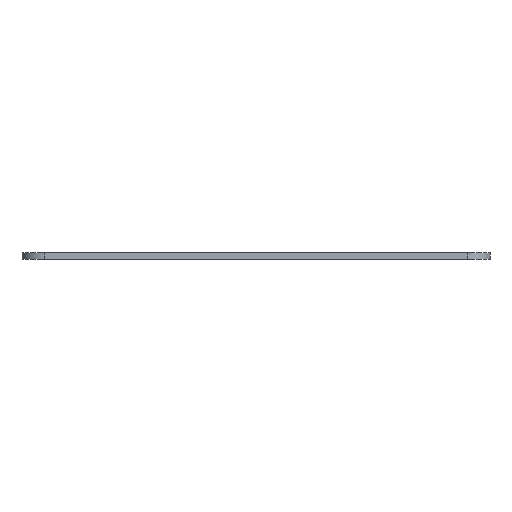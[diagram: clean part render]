
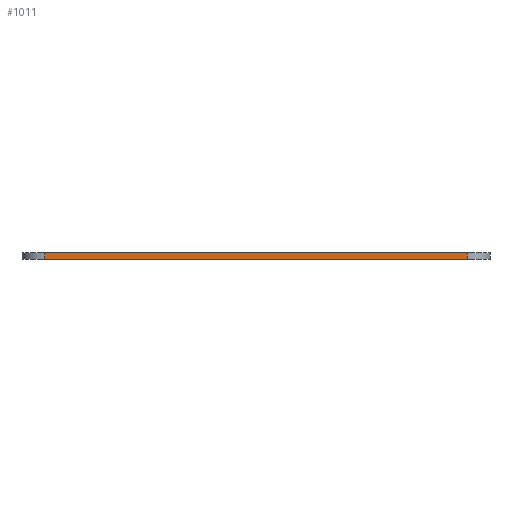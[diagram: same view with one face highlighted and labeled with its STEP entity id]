
A CAD part, front view. The second image highlights one B-rep face of the part: STEP entity #1011.
In plain terms, the highlighted planar face has unit normal (0, -1, 0).
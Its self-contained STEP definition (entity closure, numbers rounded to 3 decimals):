
#53=PLANE('',#1123);
#103=FACE_OUTER_BOUND('',#161,.T.);
#161=EDGE_LOOP('',(#881,#882,#883,#884));
#173=LINE('',#1427,#269);
#178=LINE('',#1439,#274);
#208=LINE('',#1550,#304);
#265=LINE('',#1704,#361);
#269=VECTOR('',#1133,10.);
#274=VECTOR('',#1144,10.);
#304=VECTOR('',#1236,10.);
#361=VECTOR('',#1411,10.);
#414=VERTEX_POINT('',#1424);
#415=VERTEX_POINT('',#1426);
#419=VERTEX_POINT('',#1438);
#469=VERTEX_POINT('',#1548);
#510=EDGE_CURVE('',#414,#415,#173,.T.);
#516=EDGE_CURVE('',#419,#415,#178,.T.);
#572=EDGE_CURVE('',#419,#469,#208,.T.);
#649=EDGE_CURVE('',#469,#414,#265,.T.);
#881=ORIENTED_EDGE('',*,*,#510,.F.);
#882=ORIENTED_EDGE('',*,*,#649,.F.);
#883=ORIENTED_EDGE('',*,*,#572,.F.);
#884=ORIENTED_EDGE('',*,*,#516,.T.);
#1011=ADVANCED_FACE('',(#103),#53,.T.);
#1123=AXIS2_PLACEMENT_3D('',#1703,#1409,#1410);
#1133=DIRECTION('',(0.,0.,-1.));
#1144=DIRECTION('',(1.,0.,0.));
#1236=DIRECTION('',(0.,0.,1.));
#1409=DIRECTION('center_axis',(0.,-1.,0.));
#1410=DIRECTION('ref_axis',(1.,0.,0.));
#1411=DIRECTION('',(1.,0.,0.));
#1424=CARTESIAN_POINT('',(84.857,-30.796,1.5));
#1426=CARTESIAN_POINT('',(84.857,-30.796,0.));
#1427=CARTESIAN_POINT('',(84.857,-30.796,0.));
#1438=CARTESIAN_POINT('',(-7.106,-30.796,0.));
#1439=CARTESIAN_POINT('',(-12.106,-30.796,0.));
#1548=CARTESIAN_POINT('',(-7.106,-30.796,1.5));
#1550=CARTESIAN_POINT('',(-7.106,-30.796,0.));
#1703=CARTESIAN_POINT('Origin',(-12.106,-30.796,0.));
#1704=CARTESIAN_POINT('',(-12.106,-30.796,1.5));
